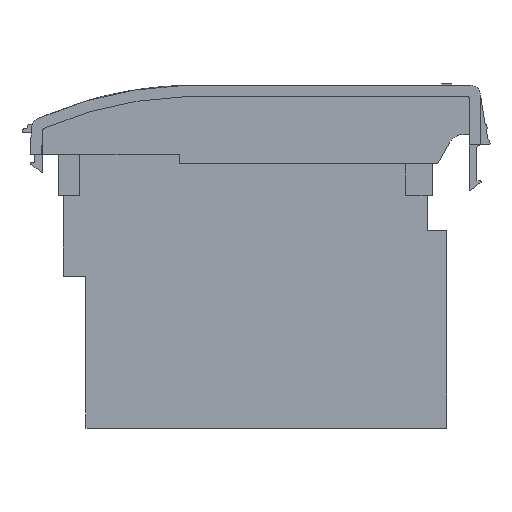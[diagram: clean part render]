
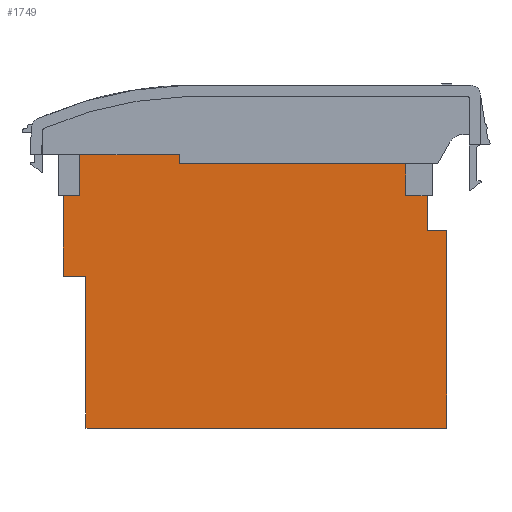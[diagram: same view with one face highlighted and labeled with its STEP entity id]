
A CAD part, left-side view. The second image highlights one B-rep face of the part: STEP entity #1749.
In plain terms, the highlighted planar face has unit normal (-1, 0, 0).
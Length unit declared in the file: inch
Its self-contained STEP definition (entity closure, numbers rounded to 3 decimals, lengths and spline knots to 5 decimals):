
#142 = ORIENTED_EDGE ( 'NONE', *, *, #1748, .F. ) ;
#147 = ORIENTED_EDGE ( 'NONE', *, *, #1687, .F. ) ;
#151 = ORIENTED_EDGE ( 'NONE', *, *, #1699, .F. ) ;
#152 = ORIENTED_EDGE ( 'NONE', *, *, #155, .F. ) ;
#155 = EDGE_CURVE ( 'NONE', #1753, #2779, #4030, .T. ) ;
#1063 = VERTEX_POINT ( 'NONE', #9259 ) ;
#1065 = EDGE_CURVE ( 'NONE', #1063, #1126, #9253, .T. ) ;
#1074 = EDGE_CURVE ( 'NONE', #2169, #1063, #9223, .T. ) ;
#1126 = VERTEX_POINT ( 'NONE', #9430 ) ;
#1128 = EDGE_CURVE ( 'NONE', #1126, #1129, #9427, .T. ) ;
#1129 = VERTEX_POINT ( 'NONE', #9420 ) ;
#1525 = VERTEX_POINT ( 'NONE', #10269 ) ;
#1599 = EDGE_CURVE ( 'NONE', #1662, #1644, #10404, .T. ) ;
#1600 = VERTEX_POINT ( 'NONE', #10400 ) ;
#1601 = EDGE_CURVE ( 'NONE', #1600, #1662, #10399, .T. ) ;
#1644 = VERTEX_POINT ( 'NONE', #10443 ) ;
#1662 = VERTEX_POINT ( 'NONE', #10545 ) ;
#1673 = EDGE_CURVE ( 'NONE', #1644, #1706, #10534, .T. ) ;
#1675 = VERTEX_POINT ( 'NONE', #10530 ) ;
#1682 = ORIENTED_EDGE ( 'NONE', *, *, #1065, .F. ) ;
#1683 = ORIENTED_EDGE ( 'NONE', *, *, #1074, .F. ) ;
#1687 = EDGE_CURVE ( 'NONE', #1525, #1675, #10641, .T. ) ;
#1699 = EDGE_CURVE ( 'NONE', #2779, #1525, #10689, .T. ) ;
#1701 = EDGE_CURVE ( 'NONE', #1706, #2169, #10679, .T. ) ;
#1706 = VERTEX_POINT ( 'NONE', #10723 ) ;
#1730 = ORIENTED_EDGE ( 'NONE', *, *, #1599, .F. ) ;
#1731 = ORIENTED_EDGE ( 'NONE', *, *, #1601, .F. ) ;
#1732 = ORIENTED_EDGE ( 'NONE', *, *, #1673, .F. ) ;
#1733 = ORIENTED_EDGE ( 'NONE', *, *, #1701, .F. ) ;
#1748 = EDGE_CURVE ( 'NONE', #1675, #1600, #10933, .T. ) ;
#1749 = ADVANCED_FACE ( 'NONE', ( #10928 ), #10963, .T. ) ;
#1750 = EDGE_LOOP ( 'NONE', ( #1751, #1754, #1682, #1683, #1733, #1732, #1730, #1731, #142, #147, #151, #152 ) ) ;
#1751 = ORIENTED_EDGE ( 'NONE', *, *, #1752, .T. ) ;
#1752 = EDGE_CURVE ( 'NONE', #1753, #1129, #10958, .T. ) ;
#1753 = VERTEX_POINT ( 'NONE', #10954 ) ;
#1754 = ORIENTED_EDGE ( 'NONE', *, *, #1128, .F. ) ;
#2169 = VERTEX_POINT ( 'NONE', #5325 ) ;
#2779 = VERTEX_POINT ( 'NONE', #9215 ) ;
#4023 = DIRECTION ( 'NONE',  ( 0., -1., 0. ) ) ;
#4024 = VECTOR ( 'NONE', #4023, 39.37008 ) ;
#4025 = CARTESIAN_POINT ( 'NONE',  ( 1.0895, 3.84348, 0.8155 ) ) ;
#4030 = LINE ( 'NONE', #4025, #4024 ) ;
#5325 = CARTESIAN_POINT ( 'NONE',  ( 1.0895, 3.99348, 1.0855 ) ) ;
#9215 = CARTESIAN_POINT ( 'NONE',  ( 1.0895, 1.59848, 0.8155 ) ) ;
#9223 = LINE ( 'NONE', #9349, #9348 ) ;
#9249 = DIRECTION ( 'NONE',  ( 0., 0., -1. ) ) ;
#9250 = VECTOR ( 'NONE', #9249, 39.37008 ) ;
#9251 = CARTESIAN_POINT ( 'NONE',  ( 1.0895, 3.22916, 1.0255 ) ) ;
#9253 = LINE ( 'NONE', #9251, #9250 ) ;
#9259 = CARTESIAN_POINT ( 'NONE',  ( 1.0895, 3.22916, 1.0855 ) ) ;
#9346 = DIRECTION ( 'NONE',  ( 0., -1., 0. ) ) ;
#9348 = VECTOR ( 'NONE', #9346, 39.37008 ) ;
#9349 = CARTESIAN_POINT ( 'NONE',  ( 1.0895, 3.22916, 1.0855 ) ) ;
#9420 = CARTESIAN_POINT ( 'NONE',  ( 1.0895, 1.73848, 1.0255 ) ) ;
#9422 = DIRECTION ( 'NONE',  ( 0., -1., 0. ) ) ;
#9424 = VECTOR ( 'NONE', #9422, 39.37008 ) ;
#9425 = CARTESIAN_POINT ( 'NONE',  ( 1.0895, 1.52916, 1.0255 ) ) ;
#9427 = LINE ( 'NONE', #9425, #9424 ) ;
#9430 = CARTESIAN_POINT ( 'NONE',  ( 1.0895, 3.22916, 1.0255 ) ) ;
#10269 = CARTESIAN_POINT ( 'NONE',  ( 1.0895, 1.59848, 0.5855 ) ) ;
#10396 = DIRECTION ( 'NONE',  ( 0., 1., 0. ) ) ;
#10397 = VECTOR ( 'NONE', #10396, 39.37008 ) ;
#10398 = CARTESIAN_POINT ( 'NONE',  ( 1.0895, 1.46848, -0.7145 ) ) ;
#10399 = LINE ( 'NONE', #10398, #10397 ) ;
#10400 = CARTESIAN_POINT ( 'NONE',  ( 1.0895, 1.46848, -0.7145 ) ) ;
#10401 = DIRECTION ( 'NONE',  ( 0., 0., 1. ) ) ;
#10402 = VECTOR ( 'NONE', #10401, 39.37008 ) ;
#10403 = CARTESIAN_POINT ( 'NONE',  ( 1.0895, 3.84348, 0.2855 ) ) ;
#10404 = LINE ( 'NONE', #10403, #10402 ) ;
#10443 = CARTESIAN_POINT ( 'NONE',  ( 1.0895, 3.84348, 0.2855 ) ) ;
#10530 = CARTESIAN_POINT ( 'NONE',  ( 1.0895, 1.46848, 0.5855 ) ) ;
#10531 = DIRECTION ( 'NONE',  ( 0., 1., 0. ) ) ;
#10532 = VECTOR ( 'NONE', #10531, 39.37008 ) ;
#10533 = CARTESIAN_POINT ( 'NONE',  ( 1.0895, 3.99348, 0.2855 ) ) ;
#10534 = LINE ( 'NONE', #10533, #10532 ) ;
#10545 = CARTESIAN_POINT ( 'NONE',  ( 1.0895, 3.84348, -0.7145 ) ) ;
#10634 = DIRECTION ( 'NONE',  ( 0., -1., 0. ) ) ;
#10636 = VECTOR ( 'NONE', #10634, 39.37008 ) ;
#10638 = CARTESIAN_POINT ( 'NONE',  ( 1.0895, 1.46848, 0.5855 ) ) ;
#10641 = LINE ( 'NONE', #10638, #10636 ) ;
#10672 = DIRECTION ( 'NONE',  ( 0., 0., 1. ) ) ;
#10674 = VECTOR ( 'NONE', #10672, 39.37008 ) ;
#10676 = CARTESIAN_POINT ( 'NONE',  ( 1.0895, 3.99348, 1.3155 ) ) ;
#10679 = LINE ( 'NONE', #10676, #10674 ) ;
#10685 = DIRECTION ( 'NONE',  ( 0., 0., -1. ) ) ;
#10686 = VECTOR ( 'NONE', #10685, 39.37008 ) ;
#10688 = CARTESIAN_POINT ( 'NONE',  ( 1.0895, 1.59848, 0.5855 ) ) ;
#10689 = LINE ( 'NONE', #10688, #10686 ) ;
#10723 = CARTESIAN_POINT ( 'NONE',  ( 1.0895, 3.99348, 0.2855 ) ) ;
#10928 = FACE_OUTER_BOUND ( 'NONE', #1750, .T. ) ;
#10929 = DIRECTION ( 'NONE',  ( 0., 0., -1. ) ) ;
#10930 = VECTOR ( 'NONE', #10929, 39.37008 ) ;
#10931 = CARTESIAN_POINT ( 'NONE',  ( 1.0895, 1.46848, 0.5855 ) ) ;
#10933 = LINE ( 'NONE', #10931, #10930 ) ;
#10954 = CARTESIAN_POINT ( 'NONE',  ( 1.0895, 1.73848, 0.8155 ) ) ;
#10955 = DIRECTION ( 'NONE',  ( 0., 0., 1. ) ) ;
#10956 = VECTOR ( 'NONE', #10955, 39.37008 ) ;
#10957 = CARTESIAN_POINT ( 'NONE',  ( 1.0895, 1.73848, 0.8155 ) ) ;
#10958 = LINE ( 'NONE', #10957, #10956 ) ;
#10959 = DIRECTION ( 'NONE',  ( 0., 0., 1. ) ) ;
#10960 = DIRECTION ( 'NONE',  ( -1., 0., 0. ) ) ;
#10961 = CARTESIAN_POINT ( 'NONE',  ( 1.0895, 3.84348, -0.7145 ) ) ;
#10962 = AXIS2_PLACEMENT_3D ( 'NONE', #10961, #10960, #10959 ) ;
#10963 = PLANE ( 'NONE',  #10962 ) ;
